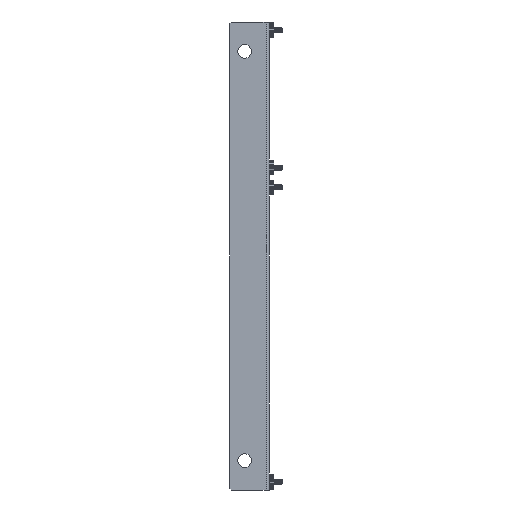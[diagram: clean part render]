
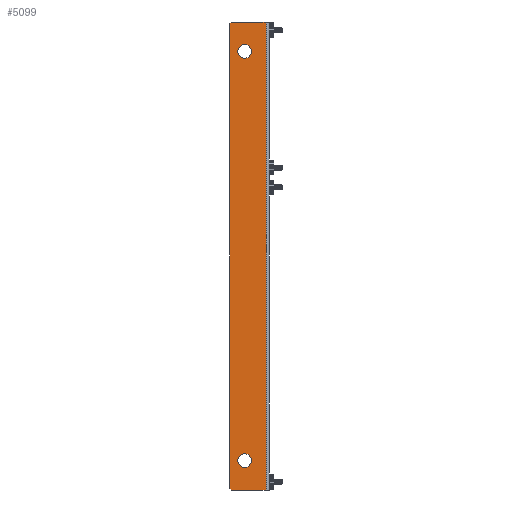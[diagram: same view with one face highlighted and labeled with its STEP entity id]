
A CAD part, left-side view. The second image highlights one B-rep face of the part: STEP entity #5099.
In plain terms, the highlighted planar face has unit normal (-1, 0, 0).
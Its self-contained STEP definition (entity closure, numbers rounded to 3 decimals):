
#5099=ADVANCED_FACE('',(#9422,#9423,#9424),#9425,.T.);
#9422=FACE_BOUND('',#13458,.T.);
#9423=FACE_BOUND('',#13459,.T.);
#9424=FACE_OUTER_BOUND('',#13460,.T.);
#9425=PLANE('',#13461);
#13458=EDGE_LOOP('',(#23995,#23996));
#13459=EDGE_LOOP('',(#23997,#23998));
#13460=EDGE_LOOP('',(#23999,#24000,#24001,#24002,#24003,#24004));
#13461=AXIS2_PLACEMENT_3D('',#24005,#24006,#24007);
#23995=ORIENTED_EDGE('',*,*,#28072,.T.);
#23996=ORIENTED_EDGE('',*,*,#28191,.T.);
#23997=ORIENTED_EDGE('',*,*,#28067,.T.);
#23998=ORIENTED_EDGE('',*,*,#28194,.T.);
#23999=ORIENTED_EDGE('',*,*,#28200,.T.);
#24000=ORIENTED_EDGE('',*,*,#28206,.T.);
#24001=ORIENTED_EDGE('',*,*,#28207,.F.);
#24002=ORIENTED_EDGE('',*,*,#28208,.F.);
#24003=ORIENTED_EDGE('',*,*,#28209,.T.);
#24004=ORIENTED_EDGE('',*,*,#28202,.T.);
#24005=CARTESIAN_POINT('',(0.0,87.0,1192.0));
#24006=DIRECTION('',(-1.0,0.0,0.0));
#24007=DIRECTION('',(0.0,1.0,0.0));
#28067=EDGE_CURVE('',#33615,#33619,#33621,.T.);
#28072=EDGE_CURVE('',#33624,#33628,#33630,.T.);
#28191=EDGE_CURVE('',#33628,#33624,#33807,.T.);
#28194=EDGE_CURVE('',#33619,#33615,#33810,.T.);
#28200=EDGE_CURVE('',#33814,#33818,#33820,.T.);
#28202=EDGE_CURVE('',#33822,#33814,#33823,.T.);
#28206=EDGE_CURVE('',#33818,#33828,#33829,.T.);
#28207=EDGE_CURVE('',#33830,#33828,#33831,.T.);
#28208=EDGE_CURVE('',#33832,#33830,#33833,.T.);
#28209=EDGE_CURVE('',#33832,#33822,#33834,.T.);
#33615=VERTEX_POINT('',#41489);
#33619=VERTEX_POINT('',#41494);
#33621=CIRCLE('',#41497,17.5);
#33624=VERTEX_POINT('',#41500);
#33628=VERTEX_POINT('',#41505);
#33630=CIRCLE('',#41508,17.5);
#33807=CIRCLE('',#41769,17.5);
#33810=CIRCLE('',#41772,17.5);
#33814=VERTEX_POINT('',#41776);
#33818=VERTEX_POINT('',#41782);
#33820=LINE('',#41785,#41786);
#33822=VERTEX_POINT('',#41788);
#33823=LINE('',#41789,#41790);
#33828=VERTEX_POINT('',#41797);
#33829=LINE('',#41798,#41799);
#33830=VERTEX_POINT('',#41800);
#33831=LINE('',#41801,#41802);
#33832=VERTEX_POINT('',#41803);
#33833=LINE('',#41804,#41805);
#33834=LINE('',#41806,#41807);
#41489=CARTESIAN_POINT('',(0.0,95.5,1099.5));
#41494=CARTESIAN_POINT('',(0.0,95.5,1134.5));
#41497=AXIS2_PLACEMENT_3D('',#47009,#47010,#47011);
#41500=CARTESIAN_POINT('',(0.0,95.5,57.5));
#41505=CARTESIAN_POINT('',(0.0,95.5,92.5));
#41508=AXIS2_PLACEMENT_3D('',#47017,#47018,#47019);
#41769=AXIS2_PLACEMENT_3D('',#47122,#47123,#47124);
#41772=AXIS2_PLACEMENT_3D('',#47128,#47129,#47130);
#41776=CARTESIAN_POINT('',(0.0,133.0,5.));
#41782=CARTESIAN_POINT('',(0.0,128.0,0.0));
#41785=CARTESIAN_POINT('',(0.0,417.518,289.518));
#41786=VECTOR('',#47137,1.0);
#41788=CARTESIAN_POINT('',(0.0,133.0,1187.0));
#41789=CARTESIAN_POINT('',(0.0,133.0,1192.0));
#41790=VECTOR('',#47138,1.0);
#41797=CARTESIAN_POINT('',(0.0,41.0,0.0));
#41798=CARTESIAN_POINT('',(0.0,133.0,0.0));
#41799=VECTOR('',#47141,1.0);
#41800=CARTESIAN_POINT('',(0.0,41.0,1192.0));
#41801=CARTESIAN_POINT('',(0.0,41.0,1192.0));
#41802=VECTOR('',#47142,1.0);
#41803=CARTESIAN_POINT('',(0.0,128.0,1192.0));
#41804=CARTESIAN_POINT('',(0.0,133.0,1192.0));
#41805=VECTOR('',#47143,1.0);
#41806=CARTESIAN_POINT('',(0.0,119.518,1200.482));
#41807=VECTOR('',#47144,1.0);
#47009=CARTESIAN_POINT('',(0.0,95.5,1117.0));
#47010=DIRECTION('',(1.0,0.0,0.0));
#47011=DIRECTION('',(0.0,0.0,-1.0));
#47017=CARTESIAN_POINT('',(0.0,95.5,75.0));
#47018=DIRECTION('',(1.0,0.0,0.0));
#47019=DIRECTION('',(0.0,0.0,-1.0));
#47122=CARTESIAN_POINT('',(0.0,95.5,75.0));
#47123=DIRECTION('',(1.0,0.0,0.0));
#47124=DIRECTION('',(0.0,0.0,-1.0));
#47128=CARTESIAN_POINT('',(0.0,95.5,1117.0));
#47129=DIRECTION('',(1.0,0.0,0.0));
#47130=DIRECTION('',(0.0,0.0,-1.0));
#47137=DIRECTION('',(0.0,-0.707,-0.707));
#47138=DIRECTION('',(0.0,0.0,-1.0));
#47141=DIRECTION('',(0.0,-1.0,0.0));
#47142=DIRECTION('',(0.0,0.0,-1.0));
#47143=DIRECTION('',(0.0,-1.0,0.0));
#47144=DIRECTION('',(0.0,0.707,-0.707));
